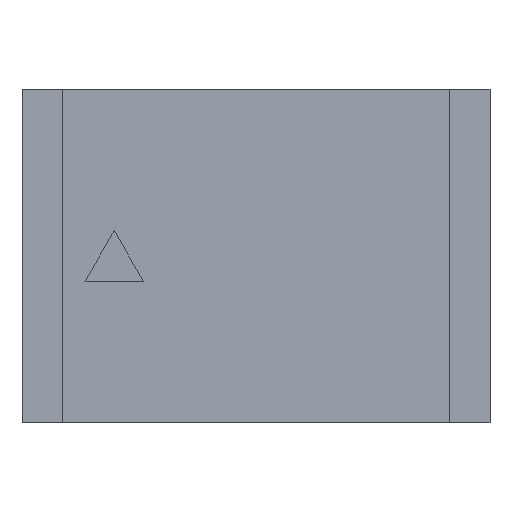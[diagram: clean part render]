
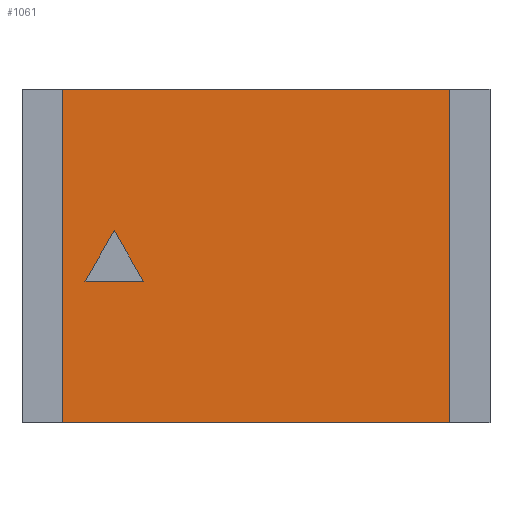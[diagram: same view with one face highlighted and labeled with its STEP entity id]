
A CAD part, front view. The second image highlights one B-rep face of the part: STEP entity #1061.
In plain terms, the highlighted planar face has unit normal (0, -1, 0).
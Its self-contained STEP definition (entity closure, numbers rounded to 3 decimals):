
#20=ORIENTED_EDGE('',*,*,#238,.F.);
#21=ORIENTED_EDGE('',*,*,#239,.T.);
#22=ORIENTED_EDGE('',*,*,#240,.T.);
#23=ORIENTED_EDGE('',*,*,#241,.T.);
#24=ORIENTED_EDGE('',*,*,#242,.T.);
#25=ORIENTED_EDGE('',*,*,#243,.T.);
#26=ORIENTED_EDGE('',*,*,#244,.T.);
#238=EDGE_CURVE('',#347,#348,#417,.T.);
#239=EDGE_CURVE('',#347,#349,#418,.T.);
#240=EDGE_CURVE('',#349,#350,#419,.T.);
#241=EDGE_CURVE('',#350,#348,#420,.T.);
#242=EDGE_CURVE('',#351,#352,#421,.T.);
#243=EDGE_CURVE('',#352,#353,#422,.T.);
#244=EDGE_CURVE('',#353,#351,#423,.T.);
#347=VERTEX_POINT('',#1348);
#348=VERTEX_POINT('',#1349);
#349=VERTEX_POINT('',#1351);
#350=VERTEX_POINT('',#1353);
#351=VERTEX_POINT('',#1356);
#352=VERTEX_POINT('',#1357);
#353=VERTEX_POINT('',#1359);
#417=LINE('',#1347,#526);
#418=LINE('',#1350,#527);
#419=LINE('',#1352,#528);
#420=LINE('',#1354,#529);
#421=LINE('',#1355,#530);
#422=LINE('',#1358,#531);
#423=LINE('',#1360,#532);
#526=VECTOR('',#1154,1000.);
#527=VECTOR('',#1155,1000.);
#528=VECTOR('',#1156,1000.);
#529=VECTOR('',#1157,1000.);
#530=VECTOR('',#1158,1000.);
#531=VECTOR('',#1159,1000.);
#532=VECTOR('',#1160,1000.);
#635=EDGE_LOOP('',(#20,#21,#22,#23));
#636=EDGE_LOOP('',(#24,#25,#26));
#678=FACE_BOUND('',#635,.T.);
#679=FACE_BOUND('',#636,.T.);
#721=PLANE('',#1108);
#1061=ADVANCED_FACE('',(#678,#679),#721,.T.);
#1108=AXIS2_PLACEMENT_3D('',#1346,#1152,#1153);
#1152=DIRECTION('',(0.,-1.,0.));
#1153=DIRECTION('',(0.,0.,-1.));
#1154=DIRECTION('',(0.,0.,1.));
#1155=DIRECTION('',(1.,0.,0.));
#1156=DIRECTION('',(0.,0.,1.));
#1157=DIRECTION('',(-1.,0.,0.));
#1158=DIRECTION('',(0.5,0.,-0.866));
#1159=DIRECTION('',(-1.,0.,0.));
#1160=DIRECTION('',(0.5,0.,0.866));
#1346=CARTESIAN_POINT('',(-2.15,-0.3,-1.85));
#1347=CARTESIAN_POINT('',(-2.15,-0.3,-1.85));
#1348=CARTESIAN_POINT('',(-2.15,-0.3,-1.845));
#1349=CARTESIAN_POINT('',(-2.15,-0.3,1.845));
#1350=CARTESIAN_POINT('',(-2.55,-0.3,-1.845));
#1351=CARTESIAN_POINT('',(2.15,-0.3,-1.845));
#1352=CARTESIAN_POINT('',(2.15,-0.3,-1.85));
#1353=CARTESIAN_POINT('',(2.15,-0.3,1.845));
#1354=CARTESIAN_POINT('',(2.55,-0.3,1.845));
#1355=CARTESIAN_POINT('',(-1.575,-0.3,0.281));
#1356=CARTESIAN_POINT('',(-1.575,-0.3,0.281));
#1357=CARTESIAN_POINT('',(-1.25,-0.3,-0.281));
#1358=CARTESIAN_POINT('',(-1.25,-0.3,-0.281));
#1359=CARTESIAN_POINT('',(-1.9,-0.3,-0.281));
#1360=CARTESIAN_POINT('',(-1.9,-0.3,-0.281));
